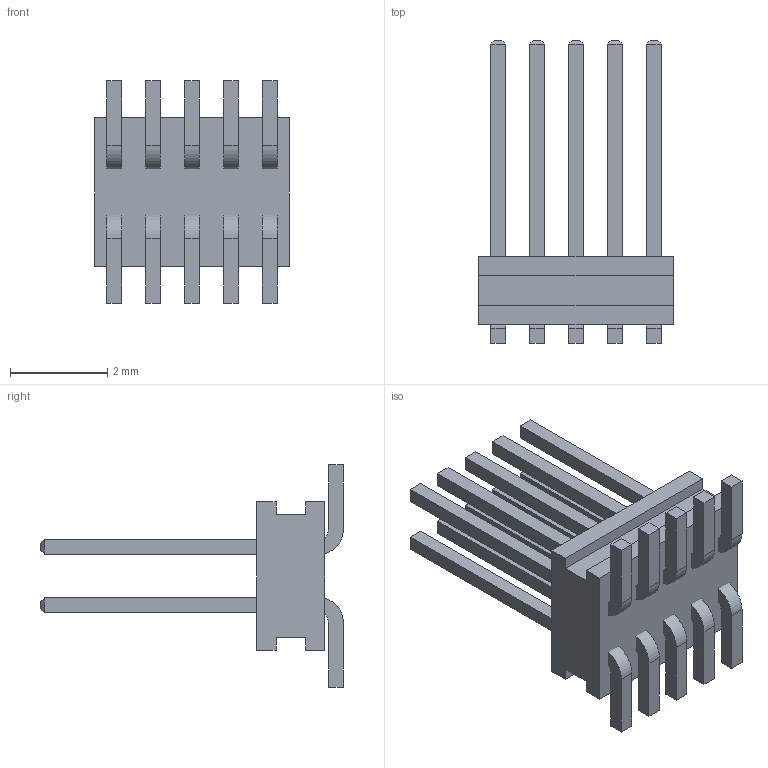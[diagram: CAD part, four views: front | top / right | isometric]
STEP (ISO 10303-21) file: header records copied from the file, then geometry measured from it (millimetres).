
FILE_DESCRIPTION(/* description */ ('STEP AP214'),/* implementation_level */ '2;1');
FILE_NAME(/* name */ 'FTE-105-02-G-DV',/* time_stamp */ '2024-02-10T18:58:15+01:00',/* author */ ('License CC BY-ND 4.0'),/* organization */ ('CADENAS'),/* preprocessor_version */ 'ST-DEVELOPER v19.3',/* originating_system */ 'PARTsolutions',/* authorisation */ ' ');
FILE_SCHEMA (('AUTOMOTIVE_DESIGN {1 0 10303 214 3 1 1}'));
Length unit declared in the file: inch
Products named in the file (3): FTE-105-02-G-DV; FTE-105-02-G-DV_body; FTE-105-02-G-DV_pins
Assembly tree (2 placements, depth 2):
  FTE-105-02-G-DV
    FTE-105-02-G-DV_body
    FTE-105-02-G-DV_pins
Bounding box: 4 x 6.22 x 4.57 mm (x, y, z)
Volume: 23.6 mm3; surface area: 151.5 mm2
Topology: 2 solids, 2 shells, 196 faces, 536 edges, 344 vertices
Faces by surface type: plane 176, cylinder 20
Entity records: 6138 total; most frequent: CARTESIAN_POINT 1079, ORIENTED_EDGE 1072, DIRECTION 974, EDGE_CURVE 536, LINE 496, VECTOR 496, VERTEX_POINT 344, AXIS2_PLACEMENT_3D 239
